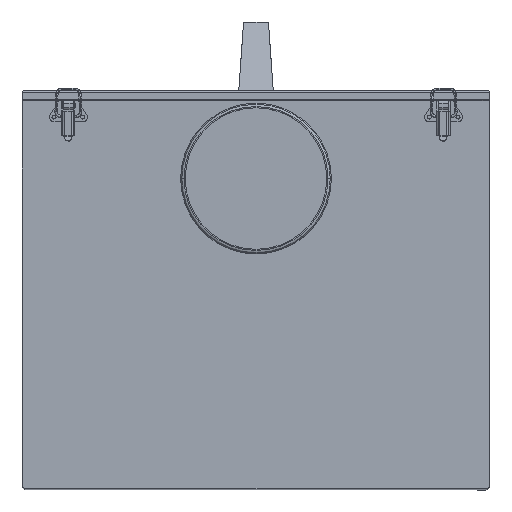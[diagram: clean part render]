
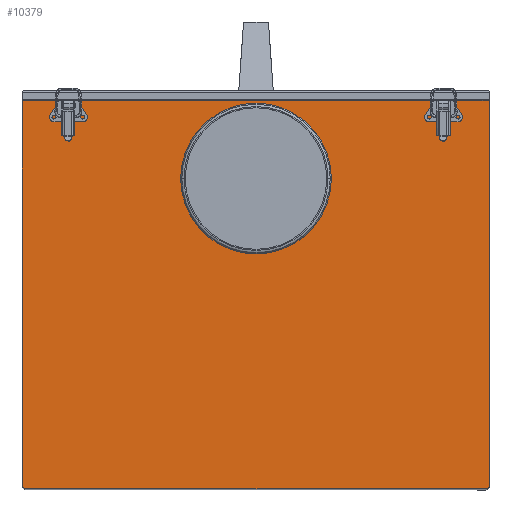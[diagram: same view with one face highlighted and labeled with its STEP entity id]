
A CAD part, top view. The second image highlights one B-rep face of the part: STEP entity #10379.
In plain terms, the highlighted planar face has unit normal (0, 0, 1).
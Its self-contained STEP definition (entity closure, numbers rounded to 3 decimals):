
#10171 = VERTEX_POINT ( 'NONE', #13689 ) ;
#10247 = EDGE_CURVE ( 'NONE', #10248, #10171, #13970, .T. ) ;
#10248 = VERTEX_POINT ( 'NONE', #13961 ) ;
#10293 = VERTEX_POINT ( 'NONE', #14124 ) ;
#10295 = EDGE_CURVE ( 'NONE', #10296, #10293, #14123, .T. ) ;
#10296 = VERTEX_POINT ( 'NONE', #14118 ) ;
#10334 = VERTEX_POINT ( 'NONE', #14241 ) ;
#10340 = VERTEX_POINT ( 'NONE', #14267 ) ;
#10345 = EDGE_CURVE ( 'NONE', #10340, #10351, #14310, .T. ) ;
#10350 = EDGE_CURVE ( 'NONE', #10296, #10351, #14290, .T. ) ;
#10351 = VERTEX_POINT ( 'NONE', #14340 ) ;
#10379 = ADVANCED_FACE ( 'NONE', ( #14384, #14383 ), #14431, .F. ) ;
#10380 = EDGE_LOOP ( 'NONE', ( #10381, #10382, #10383, #10384, #10387, #10389, #10390 ) ) ;
#10381 = ORIENTED_EDGE ( 'NONE', *, *, #10345, .T. ) ;
#10382 = ORIENTED_EDGE ( 'NONE', *, *, #10350, .F. ) ;
#10383 = ORIENTED_EDGE ( 'NONE', *, *, #10295, .T. ) ;
#10384 = ORIENTED_EDGE ( 'NONE', *, *, #10385, .T. ) ;
#10385 = EDGE_CURVE ( 'NONE', #10293, #10386, #14430, .T. ) ;
#10386 = VERTEX_POINT ( 'NONE', #14422 ) ;
#10387 = ORIENTED_EDGE ( 'NONE', *, *, #10388, .T. ) ;
#10388 = EDGE_CURVE ( 'NONE', #10386, #10334, #14421, .T. ) ;
#10389 = ORIENTED_EDGE ( 'NONE', *, *, #10395, .T. ) ;
#10390 = ORIENTED_EDGE ( 'NONE', *, *, #10405, .F. ) ;
#10395 = EDGE_CURVE ( 'NONE', #10334, #10406, #14411, .T. ) ;
#10400 = EDGE_CURVE ( 'NONE', #10171, #10248, #14446, .T. ) ;
#10405 = EDGE_CURVE ( 'NONE', #10340, #10406, #14437, .T. ) ;
#10406 = VERTEX_POINT ( 'NONE', #14433 ) ;
#10445 = EDGE_LOOP ( 'NONE', ( #10446, #10447 ) ) ;
#10446 = ORIENTED_EDGE ( 'NONE', *, *, #10400, .T. ) ;
#10447 = ORIENTED_EDGE ( 'NONE', *, *, #10247, .T. ) ;
#13689 = CARTESIAN_POINT ( 'NONE',  ( 140.5, 269.5, 314.5 ) ) ;
#13961 = CARTESIAN_POINT ( 'NONE',  ( 265.5, 269.5, 314.5 ) ) ;
#13962 = DIRECTION ( 'NONE',  ( -1., 0., 0. ) ) ;
#13963 = DIRECTION ( 'NONE',  ( 0., 0., -1. ) ) ;
#13964 = CARTESIAN_POINT ( 'NONE',  ( 203., 269.5, 314.5 ) ) ;
#13965 = AXIS2_PLACEMENT_3D ( 'NONE', #13964, #13963, #13962 ) ;
#13970 = CIRCLE ( 'NONE', #13965, 62.5 ) ;
#14118 = CARTESIAN_POINT ( 'NONE',  ( 406., 338.4, 314.5 ) ) ;
#14119 = DIRECTION ( 'NONE',  ( -1., 0., 0. ) ) ;
#14120 = DIRECTION ( 'NONE',  ( 0., 0., -1. ) ) ;
#14121 = CARTESIAN_POINT ( 'NONE',  ( 404.6, 338.4, 314.5 ) ) ;
#14122 = AXIS2_PLACEMENT_3D ( 'NONE', #14121, #14120, #14119 ) ;
#14123 = CIRCLE ( 'NONE', #14122, 1.4 ) ;
#14124 = CARTESIAN_POINT ( 'NONE',  ( 404.6, 337., 314.5 ) ) ;
#14241 = CARTESIAN_POINT ( 'NONE',  ( 0., 3.737, 314.5 ) ) ;
#14266 = CARTESIAN_POINT ( 'NONE',  ( 402.263, 3.737, 314.5 ) ) ;
#14267 = CARTESIAN_POINT ( 'NONE',  ( 402.263, 0., 314.5 ) ) ;
#14283 = DIRECTION ( 'NONE',  ( 0., -1., 0. ) ) ;
#14284 = VECTOR ( 'NONE', #14283, 1000. ) ;
#14285 = CARTESIAN_POINT ( 'NONE',  ( 406., 3., 314.5 ) ) ;
#14290 = LINE ( 'NONE', #14285, #14284 ) ;
#14307 = DIRECTION ( 'NONE',  ( -1., 0., 0. ) ) ;
#14308 = DIRECTION ( 'NONE',  ( 0., 0., 1. ) ) ;
#14309 = AXIS2_PLACEMENT_3D ( 'NONE', #14266, #14308, #14307 ) ;
#14310 = CIRCLE ( 'NONE', #14309, 3.737 ) ;
#14340 = CARTESIAN_POINT ( 'NONE',  ( 406., 3.737, 314.5 ) ) ;
#14383 = FACE_BOUND ( 'NONE', #10445, .T. ) ;
#14384 = FACE_OUTER_BOUND ( 'NONE', #10380, .T. ) ;
#14407 = DIRECTION ( 'NONE',  ( -1., 0., 0. ) ) ;
#14408 = DIRECTION ( 'NONE',  ( 0., 0., 1. ) ) ;
#14409 = CARTESIAN_POINT ( 'NONE',  ( 3.737, 3.737, 314.5 ) ) ;
#14410 = AXIS2_PLACEMENT_3D ( 'NONE', #14409, #14408, #14407 ) ;
#14411 = CIRCLE ( 'NONE', #14410, 3.737 ) ;
#14418 = DIRECTION ( 'NONE',  ( 0., -1., 0. ) ) ;
#14419 = VECTOR ( 'NONE', #14418, 1000. ) ;
#14420 = CARTESIAN_POINT ( 'NONE',  ( 0., 337., 314.5 ) ) ;
#14421 = LINE ( 'NONE', #14420, #14419 ) ;
#14422 = CARTESIAN_POINT ( 'NONE',  ( 0., 337., 314.5 ) ) ;
#14423 = DIRECTION ( 'NONE',  ( -1., 0., 0. ) ) ;
#14424 = VECTOR ( 'NONE', #14423, 1000. ) ;
#14425 = CARTESIAN_POINT ( 'NONE',  ( 3., 337., 314.5 ) ) ;
#14426 = DIRECTION ( 'NONE',  ( -1., 0., 0. ) ) ;
#14427 = DIRECTION ( 'NONE',  ( 0., 0., -1. ) ) ;
#14428 = CARTESIAN_POINT ( 'NONE',  ( 3., 337., 314.5 ) ) ;
#14429 = AXIS2_PLACEMENT_3D ( 'NONE', #14428, #14427, #14426 ) ;
#14430 = LINE ( 'NONE', #14425, #14424 ) ;
#14431 = PLANE ( 'NONE',  #14429 ) ;
#14433 = CARTESIAN_POINT ( 'NONE',  ( 3.737, 0., 314.5 ) ) ;
#14434 = DIRECTION ( 'NONE',  ( -1., 0., 0. ) ) ;
#14435 = VECTOR ( 'NONE', #14434, 1000. ) ;
#14436 = CARTESIAN_POINT ( 'NONE',  ( 406., 0., 314.5 ) ) ;
#14437 = LINE ( 'NONE', #14436, #14435 ) ;
#14438 = DIRECTION ( 'NONE',  ( -1., 0., 0. ) ) ;
#14439 = DIRECTION ( 'NONE',  ( 0., 0., -1. ) ) ;
#14440 = CARTESIAN_POINT ( 'NONE',  ( 203., 269.5, 314.5 ) ) ;
#14441 = AXIS2_PLACEMENT_3D ( 'NONE', #14440, #14439, #14438 ) ;
#14446 = CIRCLE ( 'NONE', #14441, 62.5 ) ;
